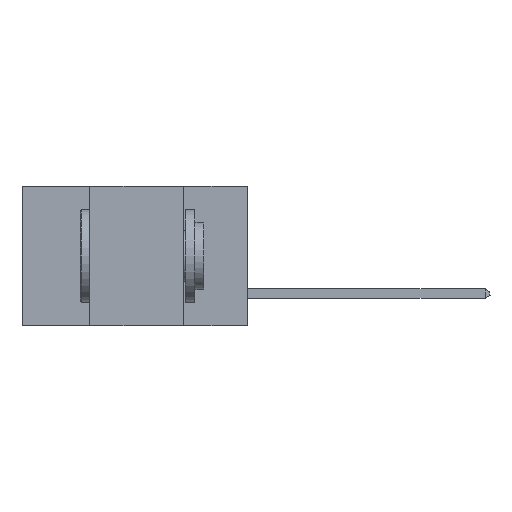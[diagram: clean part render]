
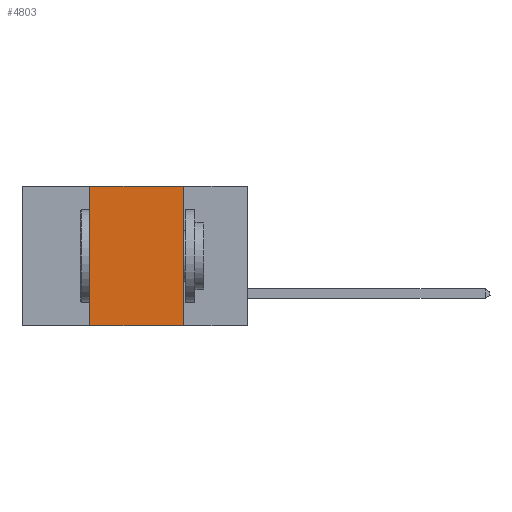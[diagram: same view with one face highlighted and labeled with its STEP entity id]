
A CAD part, left-side view. The second image highlights one B-rep face of the part: STEP entity #4803.
In plain terms, the highlighted planar face has unit normal (-1, 0, 0).
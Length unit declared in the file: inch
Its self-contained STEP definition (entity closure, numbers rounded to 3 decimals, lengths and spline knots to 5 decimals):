
#1506 = ORIENTED_EDGE ( 'NONE', *, *, #10051, .F. ) ;
#4286 = ORIENTED_EDGE ( 'NONE', *, *, #11845, .F. ) ;
#4803 = ADVANCED_FACE ( 'NONE', ( #6077 ), #5013, .F. ) ;
#4909 = DIRECTION ( 'NONE',  ( 0., 0., 1. ) ) ;
#5013 = PLANE ( 'NONE',  #13705 ) ;
#5344 = LINE ( 'NONE', #17555, #14908 ) ;
#6077 = FACE_OUTER_BOUND ( 'NONE', #6154, .T. ) ;
#6154 = EDGE_LOOP ( 'NONE', ( #17873, #4286, #1506, #17651 ) ) ;
#6211 = CARTESIAN_POINT ( 'NONE',  ( 0., 0.17, -0.37 ) ) ;
#6286 = DIRECTION ( 'NONE',  ( 1., 0., 0. ) ) ;
#6415 = DIRECTION ( 'NONE',  ( 0., -1., 0. ) ) ;
#7247 = DIRECTION ( 'NONE',  ( 0., -1., 0. ) ) ;
#7924 = VERTEX_POINT ( 'NONE', #6211 ) ;
#8070 = VECTOR ( 'NONE', #7247, 39.37008 ) ;
#8910 = VECTOR ( 'NONE', #6415, 39.37008 ) ;
#8919 = CARTESIAN_POINT ( 'NONE',  ( 0., 0.42, 0. ) ) ;
#9894 = CARTESIAN_POINT ( 'NONE',  ( 0., 0.42, -0.37 ) ) ;
#10051 = EDGE_CURVE ( 'NONE', #16655, #15798, #19566, .T. ) ;
#10081 = DIRECTION ( 'NONE',  ( 0., 0., -1. ) ) ;
#10413 = CARTESIAN_POINT ( 'NONE',  ( 0., 0.6, -0.37 ) ) ;
#11183 = DIRECTION ( 'NONE',  ( 0., 0., -1. ) ) ;
#11845 = EDGE_CURVE ( 'NONE', #15798, #16644, #12983, .T. ) ;
#12731 = CARTESIAN_POINT ( 'NONE',  ( 0., 0.42, 0. ) ) ;
#12749 = CARTESIAN_POINT ( 'NONE',  ( 0., 0.17, 0. ) ) ;
#12983 = LINE ( 'NONE', #14283, #8910 ) ;
#13024 = EDGE_CURVE ( 'NONE', #16655, #7924, #18295, .T. ) ;
#13705 = AXIS2_PLACEMENT_3D ( 'NONE', #15553, #6286, #11183 ) ;
#14283 = CARTESIAN_POINT ( 'NONE',  ( 0., 0.6, 0. ) ) ;
#14908 = VECTOR ( 'NONE', #10081, 39.37008 ) ;
#15553 = CARTESIAN_POINT ( 'NONE',  ( 0., 0.6, 0. ) ) ;
#15798 = VERTEX_POINT ( 'NONE', #8919 ) ;
#16498 = VECTOR ( 'NONE', #4909, 39.37008 ) ;
#16644 = VERTEX_POINT ( 'NONE', #12749 ) ;
#16655 = VERTEX_POINT ( 'NONE', #9894 ) ;
#17555 = CARTESIAN_POINT ( 'NONE',  ( 0., 0.17, 0. ) ) ;
#17651 = ORIENTED_EDGE ( 'NONE', *, *, #13024, .T. ) ;
#17873 = ORIENTED_EDGE ( 'NONE', *, *, #19084, .F. ) ;
#18295 = LINE ( 'NONE', #10413, #8070 ) ;
#19084 = EDGE_CURVE ( 'NONE', #16644, #7924, #5344, .T. ) ;
#19566 = LINE ( 'NONE', #12731, #16498 ) ;
